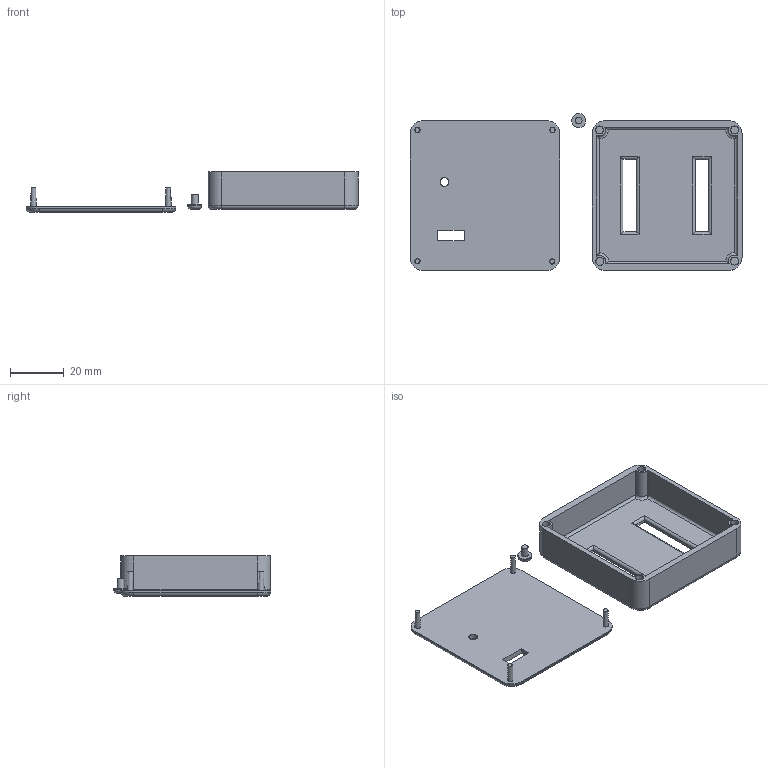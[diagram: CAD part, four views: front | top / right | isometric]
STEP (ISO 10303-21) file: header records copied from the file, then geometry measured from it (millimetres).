
FILE_DESCRIPTION(/* description */ (''),/* implementation_level */ '2;1');
FILE_NAME(/* name */ 'Final_Sensor v6.step',/* time_stamp */ '2024-02-13T19:39:07-08:00',/* author */ (''),/* organization */ (''),/* preprocessor_version */ 'ST-DEVELOPER v20',/* originating_system */ 'Autodesk Translation Framework v12.20.1.177',/* authorisation */ '');
FILE_SCHEMA (('AUTOMOTIVE_DESIGN { 1 0 10303 214 3 1 1 }'));
Length unit declared in the file: millimetre
Products named in the file (1): Final_Sensor
Bounding box: 124 x 58.65 x 15 mm (x, y, z)
Volume: 17139.9 mm3; surface area: 18350.5 mm2
Topology: 3 solids, 3 shells, 112 faces, 247 edges, 151 vertices
Faces by surface type: cylinder 47, plane 40, torus 20, cone 4, bspline 1
Full cylindrical faces by diameter (mm): 2.5 x1, 3 x4, 3.308 x1, 5.297 x1
Entity records: 3241 total; most frequent: CARTESIAN_POINT 681, DIRECTION 563, ORIENTED_EDGE 494, EDGE_CURVE 247, AXIS2_PLACEMENT_3D 220, VERTEX_POINT 151, EDGE_LOOP 130, LINE 123
